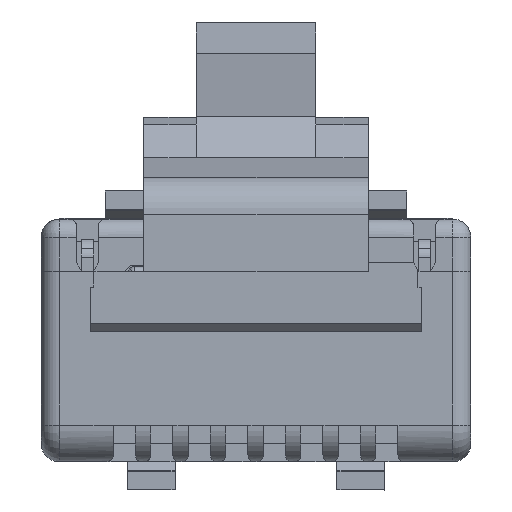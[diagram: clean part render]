
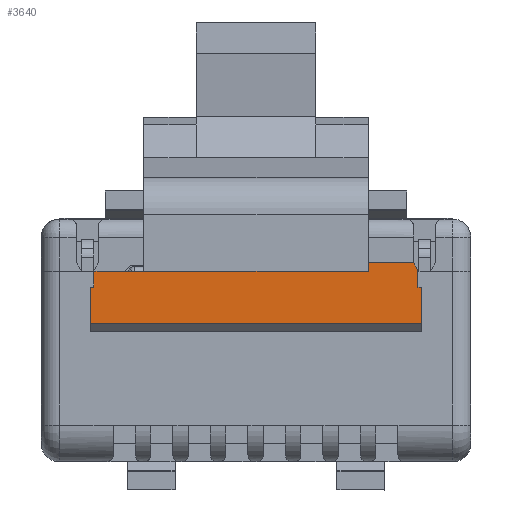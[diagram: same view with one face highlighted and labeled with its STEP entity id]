
A CAD part, front view. The second image highlights one B-rep face of the part: STEP entity #3640.
In plain terms, the highlighted planar face has unit normal (0, -1, 0).
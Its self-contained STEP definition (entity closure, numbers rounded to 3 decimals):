
#2618 = EDGE_CURVE ( 'NONE', #2745, #2619, #9083, .T. ) ;
#2619 = VERTEX_POINT ( 'NONE', #9079 ) ;
#2632 = VERTEX_POINT ( 'NONE', #9192 ) ;
#2701 = VERTEX_POINT ( 'NONE', #9415 ) ;
#2707 = EDGE_CURVE ( 'NONE', #2873, #2632, #9410, .T. ) ;
#2710 = EDGE_CURVE ( 'NONE', #2802, #2873, #9377, .T. ) ;
#2715 = EDGE_CURVE ( 'NONE', #2632, #2619, #9369, .T. ) ;
#2745 = VERTEX_POINT ( 'NONE', #9389 ) ;
#2802 = VERTEX_POINT ( 'NONE', #9348 ) ;
#2807 = EDGE_CURVE ( 'NONE', #2701, #2820, #9311, .T. ) ;
#2820 = VERTEX_POINT ( 'NONE', #9288 ) ;
#2873 = VERTEX_POINT ( 'NONE', #9547 ) ;
#2961 = EDGE_CURVE ( 'NONE', #2962, #2820, #9999, .T. ) ;
#2962 = VERTEX_POINT ( 'NONE', #9995 ) ;
#3492 = ORIENTED_EDGE ( 'NONE', *, *, #4301, .T. ) ;
#3494 = ORIENTED_EDGE ( 'NONE', *, *, #2807, .T. ) ;
#3497 = ORIENTED_EDGE ( 'NONE', *, *, #3594, .T. ) ;
#3500 = ORIENTED_EDGE ( 'NONE', *, *, #3577, .T. ) ;
#3522 = VERTEX_POINT ( 'NONE', #10699 ) ;
#3524 = EDGE_CURVE ( 'NONE', #2962, #3522, #10698, .T. ) ;
#3527 = ORIENTED_EDGE ( 'NONE', *, *, #4214, .T. ) ;
#3528 = ORIENTED_EDGE ( 'NONE', *, *, #2710, .T. ) ;
#3530 = ORIENTED_EDGE ( 'NONE', *, *, #2707, .T. ) ;
#3551 = VERTEX_POINT ( 'NONE', #10885 ) ;
#3573 = ORIENTED_EDGE ( 'NONE', *, *, #2961, .F. ) ;
#3574 = ORIENTED_EDGE ( 'NONE', *, *, #3524, .T. ) ;
#3577 = EDGE_CURVE ( 'NONE', #3522, #3551, #10805, .T. ) ;
#3594 = EDGE_CURVE ( 'NONE', #3551, #4332, #11027, .T. ) ;
#3640 = ADVANCED_FACE ( 'NONE', ( #10989 ), #10987, .T. ) ;
#3641 = EDGE_LOOP ( 'NONE', ( #3642, #3492, #3527, #3494, #3573, #3574, #3500, #3497, #3663, #3528, #3530, #3651 ) ) ;
#3642 = ORIENTED_EDGE ( 'NONE', *, *, #2618, .F. ) ;
#3651 = ORIENTED_EDGE ( 'NONE', *, *, #2715, .T. ) ;
#3663 = ORIENTED_EDGE ( 'NONE', *, *, #4388, .T. ) ;
#4214 = EDGE_CURVE ( 'NONE', #4217, #2701, #11881, .T. ) ;
#4217 = VERTEX_POINT ( 'NONE', #11858 ) ;
#4301 = EDGE_CURVE ( 'NONE', #2745, #4217, #11839, .T. ) ;
#4332 = VERTEX_POINT ( 'NONE', #11965 ) ;
#4388 = EDGE_CURVE ( 'NONE', #4332, #2802, #12010, .T. ) ;
#9079 = CARTESIAN_POINT ( 'NONE',  ( -3.05, -23.92, -4.979 ) ) ;
#9080 = DIRECTION ( 'NONE',  ( 1., 0., 0. ) ) ;
#9081 = VECTOR ( 'NONE', #9080, 1000. ) ;
#9082 = CARTESIAN_POINT ( 'NONE',  ( 5.84, -23.92, -4.979 ) ) ;
#9083 = LINE ( 'NONE', #9082, #9081 ) ;
#9192 = CARTESIAN_POINT ( 'NONE',  ( 3.05, -23.92, -4.979 ) ) ;
#9288 = CARTESIAN_POINT ( 'NONE',  ( -4.5, -23.92, -6.409 ) ) ;
#9308 = DIRECTION ( 'NONE',  ( 0., 0., -1. ) ) ;
#9309 = VECTOR ( 'NONE', #9308, 1000. ) ;
#9310 = CARTESIAN_POINT ( 'NONE',  ( -4.5, -23.92, -6.409 ) ) ;
#9311 = LINE ( 'NONE', #9310, #9309 ) ;
#9348 = CARTESIAN_POINT ( 'NONE',  ( 4.28, -23.92, -4.746 ) ) ;
#9366 = DIRECTION ( 'NONE',  ( -1., 0., 0. ) ) ;
#9367 = VECTOR ( 'NONE', #9366, 1000. ) ;
#9368 = CARTESIAN_POINT ( 'NONE',  ( 5.84, -23.92, -4.979 ) ) ;
#9369 = LINE ( 'NONE', #9368, #9367 ) ;
#9374 = DIRECTION ( 'NONE',  ( -1., 0., 0. ) ) ;
#9375 = VECTOR ( 'NONE', #9374, 1000. ) ;
#9376 = CARTESIAN_POINT ( 'NONE',  ( 4.28, -23.92, -4.746 ) ) ;
#9377 = LINE ( 'NONE', #9376, #9375 ) ;
#9389 = CARTESIAN_POINT ( 'NONE',  ( -4.405, -23.92, -4.979 ) ) ;
#9407 = DIRECTION ( 'NONE',  ( 0., 0., -1. ) ) ;
#9408 = VECTOR ( 'NONE', #9407, 1000. ) ;
#9409 = CARTESIAN_POINT ( 'NONE',  ( 3.05, -23.92, -4.746 ) ) ;
#9410 = LINE ( 'NONE', #9409, #9408 ) ;
#9415 = CARTESIAN_POINT ( 'NONE',  ( -4.5, -23.92, -5.409 ) ) ;
#9547 = CARTESIAN_POINT ( 'NONE',  ( 3.05, -23.92, -4.746 ) ) ;
#9995 = CARTESIAN_POINT ( 'NONE',  ( 4.5, -23.92, -6.409 ) ) ;
#9996 = DIRECTION ( 'NONE',  ( -1., 0., 0. ) ) ;
#9997 = VECTOR ( 'NONE', #9996, 1000. ) ;
#9998 = CARTESIAN_POINT ( 'NONE',  ( 5.84, -23.92, -6.409 ) ) ;
#9999 = LINE ( 'NONE', #9998, #9997 ) ;
#10695 = DIRECTION ( 'NONE',  ( 0., 0., 1. ) ) ;
#10696 = VECTOR ( 'NONE', #10695, 1000. ) ;
#10697 = CARTESIAN_POINT ( 'NONE',  ( 4.5, -23.92, -6.409 ) ) ;
#10698 = LINE ( 'NONE', #10697, #10696 ) ;
#10699 = CARTESIAN_POINT ( 'NONE',  ( 4.5, -23.92, -5.409 ) ) ;
#10804 = CARTESIAN_POINT ( 'NONE',  ( 5.84, -23.92, -5.409 ) ) ;
#10805 = LINE ( 'NONE', #10804, #10831 ) ;
#10830 = DIRECTION ( 'NONE',  ( -1., 0., 0. ) ) ;
#10831 = VECTOR ( 'NONE', #10830, 1000. ) ;
#10885 = CARTESIAN_POINT ( 'NONE',  ( 4.403, -23.92, -5.409 ) ) ;
#10983 = DIRECTION ( 'NONE',  ( 0., 0., 1. ) ) ;
#10984 = DIRECTION ( 'NONE',  ( 0., -1., 0. ) ) ;
#10985 = CARTESIAN_POINT ( 'NONE',  ( 5.84, -23.92, -6.409 ) ) ;
#10986 = AXIS2_PLACEMENT_3D ( 'NONE', #10985, #10984, #10983 ) ;
#10987 = PLANE ( 'NONE',  #10986 ) ;
#10989 = FACE_OUTER_BOUND ( 'NONE', #3641, .T. ) ;
#11025 = DIRECTION ( 'NONE',  ( 0., 0., 1. ) ) ;
#11026 = CARTESIAN_POINT ( 'NONE',  ( 4.403, -23.92, -6.409 ) ) ;
#11027 = LINE ( 'NONE', #11026, #11030 ) ;
#11030 = VECTOR ( 'NONE', #11025, 1000. ) ;
#11836 = DIRECTION ( 'NONE',  ( 0., 0., -1. ) ) ;
#11837 = VECTOR ( 'NONE', #11836, 1000. ) ;
#11838 = CARTESIAN_POINT ( 'NONE',  ( -4.405, -23.92, -6.409 ) ) ;
#11839 = LINE ( 'NONE', #11838, #11837 ) ;
#11858 = CARTESIAN_POINT ( 'NONE',  ( -4.405, -23.92, -5.409 ) ) ;
#11878 = DIRECTION ( 'NONE',  ( -1., 0., 0. ) ) ;
#11879 = VECTOR ( 'NONE', #11878, 1000. ) ;
#11880 = CARTESIAN_POINT ( 'NONE',  ( 5.84, -23.92, -5.409 ) ) ;
#11881 = LINE ( 'NONE', #11880, #11879 ) ;
#11965 = CARTESIAN_POINT ( 'NONE',  ( 4.403, -23.92, -4.959 ) ) ;
#12010 = LINE ( 'NONE', #12044, #12043 ) ;
#12042 = DIRECTION ( 'NONE',  ( -0.5, 0., 0.866 ) ) ;
#12043 = VECTOR ( 'NONE', #12042, 1000. ) ;
#12044 = CARTESIAN_POINT ( 'NONE',  ( 4.403, -23.92, -4.959 ) ) ;
